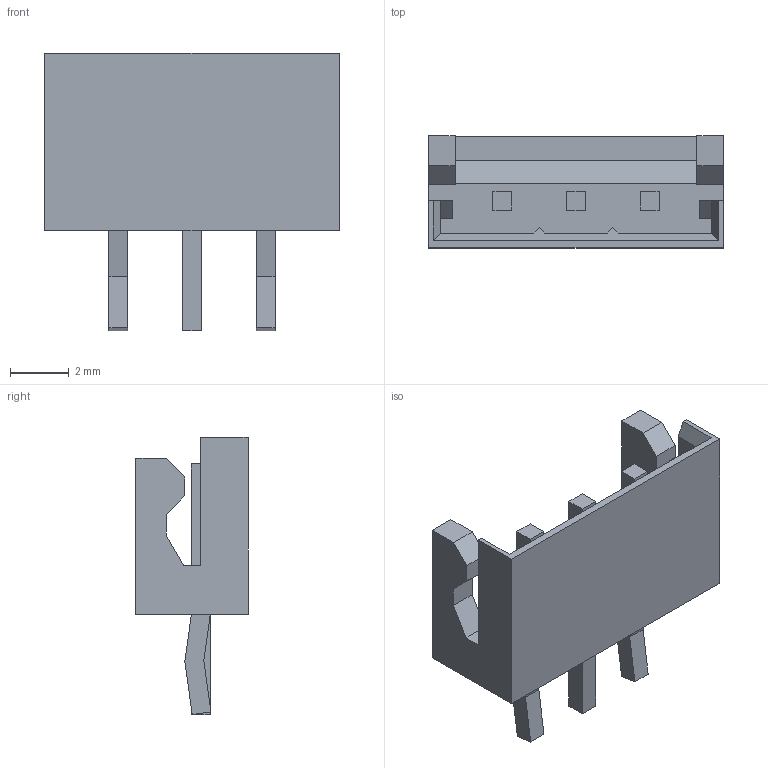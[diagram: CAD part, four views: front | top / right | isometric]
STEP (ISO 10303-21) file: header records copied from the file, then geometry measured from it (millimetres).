
FILE_DESCRIPTION((''),'2;1');
FILE_NAME('C-440052-3','2019-03-28T05:26:16',('workeradm'),('TE Connectivity Ltd.'),'CREO PARAMETRIC BY PTC INC, 2018190','CREO PARAMETRIC BY PTC INC, 2018190','');
FILE_SCHEMA(('AUTOMOTIVE_DESIGN { 1 0 10303 214 1 1 1 1 }'));
Length unit declared in the file: millimetre
Products named in the file (1): C-440052-3
Bounding box: 10 x 3.8 x 9.4 mm (x, y, z)
Volume: 96.7 mm3; surface area: 319.3 mm2
Topology: 1 solids, 1 shells, 77 faces, 203 edges, 134 vertices
Faces by surface type: plane 77
Entity records: 2369 total; most frequent: CARTESIAN_POINT 416, ORIENTED_EDGE 406, DIRECTION 357, VECTOR 203, LINE 203, EDGE_CURVE 203, VERTEX_POINT 134, EDGE_LOOP 83
